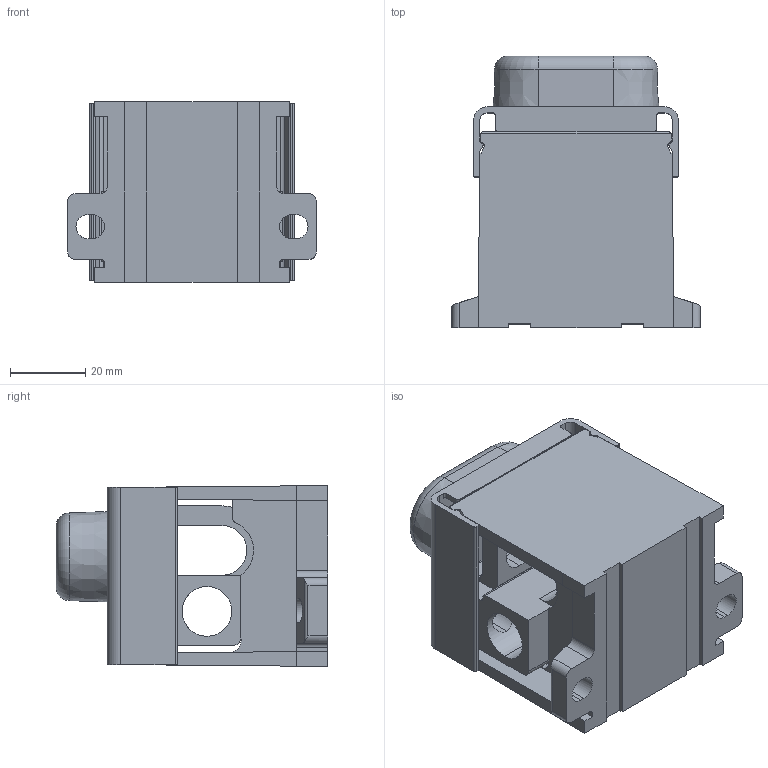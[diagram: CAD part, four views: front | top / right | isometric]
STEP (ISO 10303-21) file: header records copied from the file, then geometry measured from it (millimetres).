
FILE_DESCRIPTION((''),'2;1');
FILE_NAME('95-70','2024-02-21T',('dell'),(''),'PRO/ENGINEER BY PARAMETRIC TECHNOLOGY CORPORATION, 2013230','PRO/ENGINEER BY PARAMETRIC TECHNOLOGY CORPORATION, 2013230','');
FILE_SCHEMA(('AUTOMOTIVE_DESIGN { 1 0 10303 214 1 1 1 1 }'));
Length unit declared in the file: millimetre
Products named in the file (1): 95-70
Bounding box: 66 x 72.1 x 48 mm (x, y, z)
Volume: 92747.8 mm3; surface area: 37534 mm2
Topology: 1 solids, 1 shells, 220 faces, 663 edges, 436 vertices
Faces by surface type: plane 126, cylinder 90, cone 2, torus 2
Entity records: 7735 total; most frequent: CARTESIAN_POINT 1651, ORIENTED_EDGE 1326, DIRECTION 1183, EDGE_CURVE 663, VECTOR 463, LINE 463, VERTEX_POINT 436, AXIS2_PLACEMENT_3D 360
